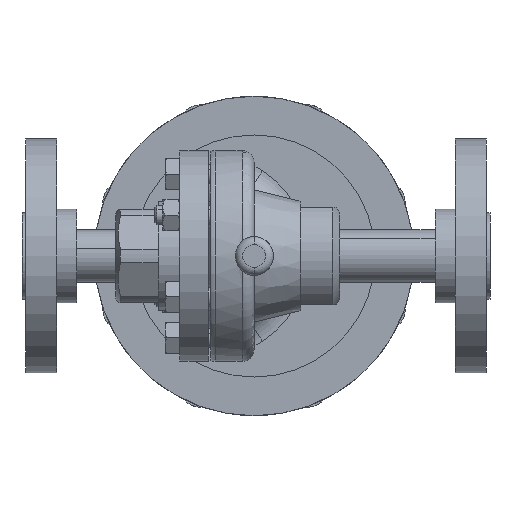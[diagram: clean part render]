
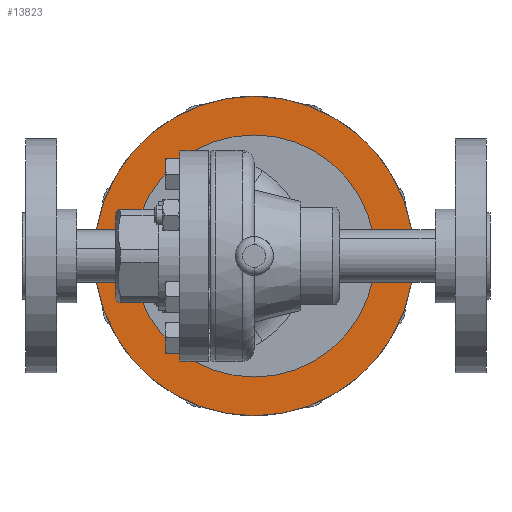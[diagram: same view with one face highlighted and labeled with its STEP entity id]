
A CAD part, front view. The second image highlights one B-rep face of the part: STEP entity #13823.
In plain terms, the highlighted planar face has unit normal (0, -1, 0).
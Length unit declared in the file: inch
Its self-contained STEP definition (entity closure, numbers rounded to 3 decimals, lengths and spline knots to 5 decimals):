
#105 = EDGE_LOOP ( 'NONE', ( #11337, #5450 ) ) ;
#391 = CARTESIAN_POINT ( 'NONE',  ( 0., 2.05, -1.94 ) ) ;
#1544 = CARTESIAN_POINT ( 'NONE',  ( 0., 2.05, 1.94 ) ) ;
#1904 = CARTESIAN_POINT ( 'NONE',  ( 0., 2.05, -2.56 ) ) ;
#2030 = CIRCLE ( 'NONE', #9428, 1.94 ) ;
#2087 = EDGE_CURVE ( 'NONE', #15408, #5223, #4334, .T. ) ;
#2623 = AXIS2_PLACEMENT_3D ( 'NONE', #14786, #11303, #6547 ) ;
#3660 = DIRECTION ( 'NONE',  ( 0., -1., 0. ) ) ;
#3763 = CARTESIAN_POINT ( 'NONE',  ( -2.565, 2.05, 0. ) ) ;
#3826 = EDGE_LOOP ( 'NONE', ( #13190, #7670 ) ) ;
#4334 = CIRCLE ( 'NONE', #14241, 2.56 ) ;
#4560 = DIRECTION ( 'NONE',  ( 0., 1., 0. ) ) ;
#4830 = AXIS2_PLACEMENT_3D ( 'NONE', #9663, #5967, #8526 ) ;
#4855 = PLANE ( 'NONE',  #14267 ) ;
#5223 = VERTEX_POINT ( 'NONE', #1904 ) ;
#5450 = ORIENTED_EDGE ( 'NONE', *, *, #8725, .F. ) ;
#5967 = DIRECTION ( 'NONE',  ( 0., -1., 0. ) ) ;
#6044 = CARTESIAN_POINT ( 'NONE',  ( 0., 2.05, 0. ) ) ;
#6547 = DIRECTION ( 'NONE',  ( 0., 0., 1. ) ) ;
#6838 = EDGE_CURVE ( 'NONE', #5223, #15408, #10760, .T. ) ;
#7670 = ORIENTED_EDGE ( 'NONE', *, *, #2087, .F. ) ;
#8248 = FACE_OUTER_BOUND ( 'NONE', #3826, .T. ) ;
#8526 = DIRECTION ( 'NONE',  ( 0., 0., -1. ) ) ;
#8725 = EDGE_CURVE ( 'NONE', #14510, #14967, #11365, .T. ) ;
#9403 = EDGE_CURVE ( 'NONE', #14967, #14510, #2030, .T. ) ;
#9428 = AXIS2_PLACEMENT_3D ( 'NONE', #6044, #3660, #12036 ) ;
#9578 = DIRECTION ( 'NONE',  ( 0., 0., 1. ) ) ;
#9663 = CARTESIAN_POINT ( 'NONE',  ( 0., 2.05, 0. ) ) ;
#10119 = FACE_BOUND ( 'NONE', #105, .T. ) ;
#10638 = CARTESIAN_POINT ( 'NONE',  ( 0., 2.05, 0. ) ) ;
#10760 = CIRCLE ( 'NONE', #2623, 2.56 ) ;
#11303 = DIRECTION ( 'NONE',  ( 0., 1., 0. ) ) ;
#11337 = ORIENTED_EDGE ( 'NONE', *, *, #9403, .F. ) ;
#11365 = CIRCLE ( 'NONE', #4830, 1.94 ) ;
#11745 = DIRECTION ( 'NONE',  ( 0., 0., 1. ) ) ;
#12036 = DIRECTION ( 'NONE',  ( 0., 0., -1. ) ) ;
#13111 = DIRECTION ( 'NONE',  ( 0., 1., 0. ) ) ;
#13190 = ORIENTED_EDGE ( 'NONE', *, *, #6838, .F. ) ;
#13823 = ADVANCED_FACE ( 'NONE', ( #10119, #8248 ), #4855, .F. ) ;
#14241 = AXIS2_PLACEMENT_3D ( 'NONE', #10638, #4560, #11745 ) ;
#14267 = AXIS2_PLACEMENT_3D ( 'NONE', #3763, #13111, #9578 ) ;
#14510 = VERTEX_POINT ( 'NONE', #1544 ) ;
#14786 = CARTESIAN_POINT ( 'NONE',  ( 0., 2.05, 0. ) ) ;
#14967 = VERTEX_POINT ( 'NONE', #391 ) ;
#15281 = CARTESIAN_POINT ( 'NONE',  ( 0., 2.05, 2.56 ) ) ;
#15408 = VERTEX_POINT ( 'NONE', #15281 ) ;
